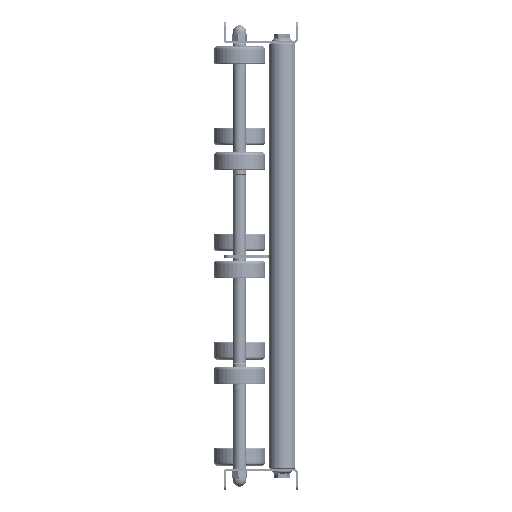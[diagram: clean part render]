
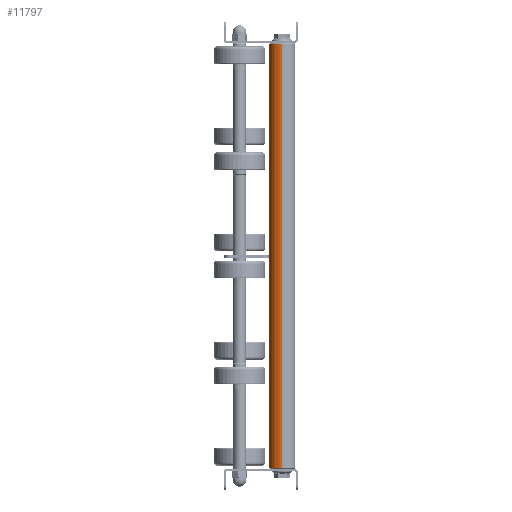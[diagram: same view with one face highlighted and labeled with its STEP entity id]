
A CAD part, left-side view. The second image highlights one B-rep face of the part: STEP entity #11797.
In plain terms, the highlighted cylindrical face has radius 12.5 mm (diameter 25 mm), a partial arc.
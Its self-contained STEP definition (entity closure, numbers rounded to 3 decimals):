
#221 = LINE ( 'NONE', #7444, #842 ) ;
#842 = VECTOR ( 'NONE', #19930, 1000. ) ;
#951 = LINE ( 'NONE', #13779, #17565 ) ;
#1349 = ORIENTED_EDGE ( 'NONE', *, *, #7449, .T. ) ;
#1697 = VERTEX_POINT ( 'NONE', #5935 ) ;
#1698 = ORIENTED_EDGE ( 'NONE', *, *, #7301, .T. ) ;
#3108 = CARTESIAN_POINT ( 'NONE',  ( 1., 0., 0. ) ) ;
#3365 = ORIENTED_EDGE ( 'NONE', *, *, #7649, .T. ) ;
#3459 = CIRCLE ( 'NONE', #18735, 12.5 ) ;
#5236 = CARTESIAN_POINT ( 'NONE',  ( 399., 0., -12.5 ) ) ;
#5935 = CARTESIAN_POINT ( 'NONE',  ( 1., 0., 12.5 ) ) ;
#7170 = AXIS2_PLACEMENT_3D ( 'NONE', #13985, #19475, #22726 ) ;
#7301 = EDGE_CURVE ( 'NONE', #11513, #12972, #14234, .T. ) ;
#7444 = CARTESIAN_POINT ( 'NONE',  ( 400., 0., -12.5 ) ) ;
#7449 = EDGE_CURVE ( 'NONE', #12972, #18903, #221, .T. ) ;
#7649 = EDGE_CURVE ( 'NONE', #18903, #1697, #3459, .T. ) ;
#8333 = DIRECTION ( 'NONE',  ( 1., 0., 0. ) ) ;
#8826 = EDGE_LOOP ( 'NONE', ( #1698, #1349, #3365, #14395 ) ) ;
#11513 = VERTEX_POINT ( 'NONE', #21319 ) ;
#11797 = ADVANCED_FACE ( 'NONE', ( #20704 ), #22226, .T. ) ;
#12972 = VERTEX_POINT ( 'NONE', #5236 ) ;
#13292 = EDGE_CURVE ( 'NONE', #11513, #1697, #951, .T. ) ;
#13661 = DIRECTION ( 'NONE',  ( -1., 0., 0. ) ) ;
#13779 = CARTESIAN_POINT ( 'NONE',  ( 400., 0., 12.5 ) ) ;
#13985 = CARTESIAN_POINT ( 'NONE',  ( 399., 0., 0. ) ) ;
#14234 = CIRCLE ( 'NONE', #7170, 12.5 ) ;
#14395 = ORIENTED_EDGE ( 'NONE', *, *, #13292, .F. ) ;
#15452 = CARTESIAN_POINT ( 'NONE',  ( 400., 0., 0. ) ) ;
#15578 = DIRECTION ( 'NONE',  ( 0., 0., -1. ) ) ;
#16707 = CARTESIAN_POINT ( 'NONE',  ( 1., 0., -12.5 ) ) ;
#17565 = VECTOR ( 'NONE', #13661, 1000. ) ;
#18735 = AXIS2_PLACEMENT_3D ( 'NONE', #3108, #8333, #15578 ) ;
#18903 = VERTEX_POINT ( 'NONE', #16707 ) ;
#19475 = DIRECTION ( 'NONE',  ( -1., 0., 0. ) ) ;
#19930 = DIRECTION ( 'NONE',  ( -1., 0., 0. ) ) ;
#20481 = DIRECTION ( 'NONE',  ( -1., 0., 0. ) ) ;
#20601 = DIRECTION ( 'NONE',  ( 0., 0., 1. ) ) ;
#20704 = FACE_OUTER_BOUND ( 'NONE', #8826, .T. ) ;
#21319 = CARTESIAN_POINT ( 'NONE',  ( 399., 0., 12.5 ) ) ;
#22226 = CYLINDRICAL_SURFACE ( 'NONE', #22693, 12.5 ) ;
#22693 = AXIS2_PLACEMENT_3D ( 'NONE', #15452, #20481, #20601 ) ;
#22726 = DIRECTION ( 'NONE',  ( 0., 0., -1. ) ) ;
